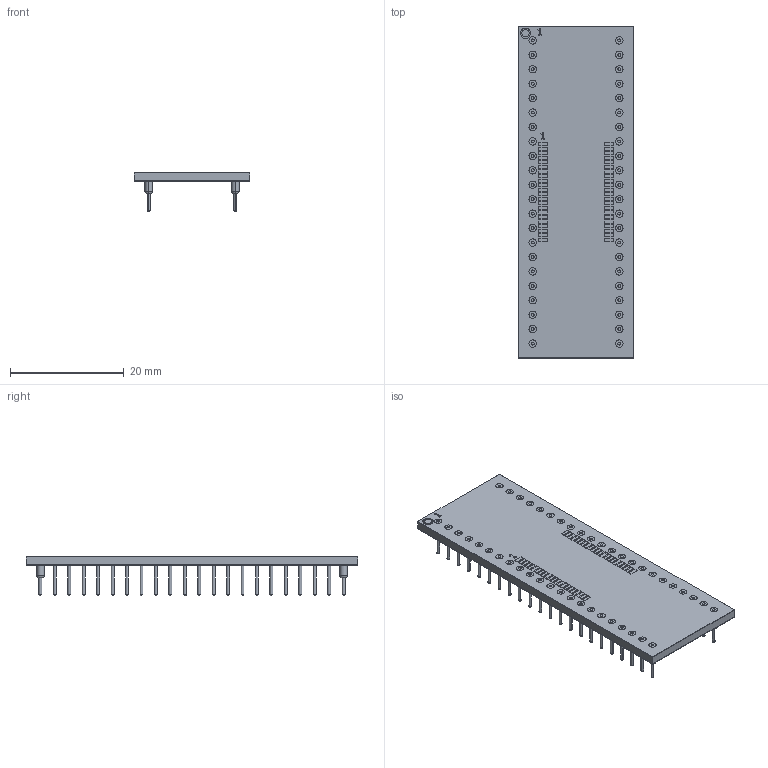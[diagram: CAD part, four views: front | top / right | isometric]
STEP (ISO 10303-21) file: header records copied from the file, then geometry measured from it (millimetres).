
FILE_DESCRIPTION((''),'2;1');
FILE_NAME('WINSLOW_W9571.stp','2013-01-24T15:54:45',(''),(''),'Mechanical Desktop 2011','Mechanical Desktop 2011',', , ');
FILE_SCHEMA(('AUTOMOTIVE_DESIGN { 1 2 10303 214 1 1 1 1 }'));
Length unit declared in the file: millimetre
Products named in the file (1): Product
Bounding box: 20.3 x 58.4 x 7 mm (x, y, z)
Volume: 2046.9 mm3; surface area: 8460.4 mm2
Topology: 142 solids, 142 shells, 822 faces, 1738 edges, 1112 vertices
Faces by surface type: plane 438, cylinder 276, sphere 88, bspline 20
Entity records: 22098 total; most frequent: DIRECTION 4000, CARTESIAN_POINT 3973, ORIENTED_EDGE 3300, EDGE_CURVE 1650, AXIS2_PLACEMENT_3D 1547, VERTEX_POINT 1112, EDGE_LOOP 912, VECTOR 906
